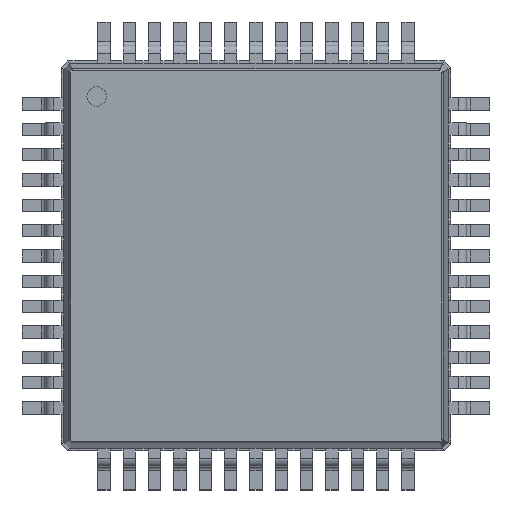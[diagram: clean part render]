
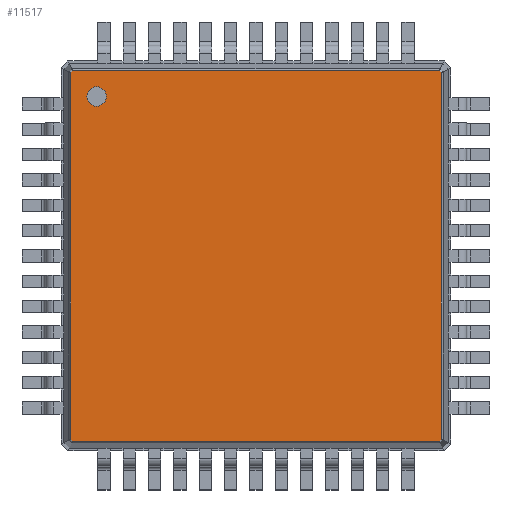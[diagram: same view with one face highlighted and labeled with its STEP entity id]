
A CAD part, top view. The second image highlights one B-rep face of the part: STEP entity #11517.
In plain terms, the highlighted planar face has unit normal (0, 0, 1).
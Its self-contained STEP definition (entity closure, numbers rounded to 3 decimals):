
#5490 = VERTEX_POINT('',#5491);
#5491 = CARTESIAN_POINT('',(4.702,-4.746,1.5));
#5784 = EDGE_CURVE('',#5490,#5785,#5787,.T.);
#5785 = VERTEX_POINT('',#5786);
#5786 = CARTESIAN_POINT('',(-4.702,-4.746,1.5));
#5787 = B_SPLINE_CURVE_WITH_KNOTS('',2,(#5788,#5789,#5790,#5791,#5792),
.UNSPECIFIED.,.F.,.F.,(3,1,1,3),(-0.503,-0.04,
9.477,9.939),.UNSPECIFIED.);
#5788 = CARTESIAN_POINT('',(5.221,-4.746,1.5));
#5789 = CARTESIAN_POINT('',(4.99,-4.746,1.5));
#5790 = CARTESIAN_POINT('',(0.,-4.746,1.5));
#5791 = CARTESIAN_POINT('',(-4.99,-4.746,1.5));
#5792 = CARTESIAN_POINT('',(-5.221,-4.746,1.5));
#10877 = EDGE_CURVE('',#5785,#10878,#10880,.T.);
#10878 = VERTEX_POINT('',#10879);
#10879 = CARTESIAN_POINT('',(-4.746,-4.702,1.5));
#10880 = B_SPLINE_CURVE_WITH_KNOTS('',2,(#10881,#10882,#10883,#10884,
#10885),.UNSPECIFIED.,.F.,.F.,(3,1,1,3),(-0.216,
-0.04,0.137,0.313),.UNSPECIFIED.);
#10881 = CARTESIAN_POINT('',(-4.537,-4.911,1.5));
#10882 = CARTESIAN_POINT('',(-4.6,-4.849,1.5));
#10883 = CARTESIAN_POINT('',(-4.724,-4.724,1.5));
#10884 = CARTESIAN_POINT('',(-4.849,-4.6,1.5));
#10885 = CARTESIAN_POINT('',(-4.911,-4.537,1.5));
#11201 = VERTEX_POINT('',#11202);
#11202 = CARTESIAN_POINT('',(4.746,-4.702,1.5));
#11492 = EDGE_CURVE('',#11201,#5490,#11493,.T.);
#11493 = B_SPLINE_CURVE_WITH_KNOTS('',2,(#11494,#11495,#11496,#11497,
#11498),.UNSPECIFIED.,.F.,.F.,(3,1,1,3),(-0.216,
-0.04,0.137,0.313),.UNSPECIFIED.);
#11494 = CARTESIAN_POINT('',(4.911,-4.537,1.5));
#11495 = CARTESIAN_POINT('',(4.849,-4.6,1.5));
#11496 = CARTESIAN_POINT('',(4.724,-4.724,1.5));
#11497 = CARTESIAN_POINT('',(4.6,-4.849,1.5));
#11498 = CARTESIAN_POINT('',(4.537,-4.911,1.5));
#11517 = ADVANCED_FACE('',(#11518,#11571),#11582,.T.);
#11518 = FACE_BOUND('',#11519,.T.);
#11519 = EDGE_LOOP('',(#11520,#11521,#11522,#11532,#11542,#11552,#11562,
#11570));
#11520 = ORIENTED_EDGE('',*,*,#5784,.F.);
#11521 = ORIENTED_EDGE('',*,*,#11492,.F.);
#11522 = ORIENTED_EDGE('',*,*,#11523,.F.);
#11523 = EDGE_CURVE('',#11524,#11201,#11526,.T.);
#11524 = VERTEX_POINT('',#11525);
#11525 = CARTESIAN_POINT('',(4.746,4.702,1.5));
#11526 = B_SPLINE_CURVE_WITH_KNOTS('',2,(#11527,#11528,#11529,#11530,
#11531),.UNSPECIFIED.,.F.,.F.,(3,1,1,3),(-0.503,
-0.04,9.477,9.939),.UNSPECIFIED.);
#11527 = CARTESIAN_POINT('',(4.746,5.221,1.5));
#11528 = CARTESIAN_POINT('',(4.746,4.99,1.5));
#11529 = CARTESIAN_POINT('',(4.746,0.,1.5));
#11530 = CARTESIAN_POINT('',(4.746,-4.99,1.5));
#11531 = CARTESIAN_POINT('',(4.746,-5.221,1.5));
#11532 = ORIENTED_EDGE('',*,*,#11533,.F.);
#11533 = EDGE_CURVE('',#11534,#11524,#11536,.T.);
#11534 = VERTEX_POINT('',#11535);
#11535 = CARTESIAN_POINT('',(4.702,4.746,1.5));
#11536 = B_SPLINE_CURVE_WITH_KNOTS('',2,(#11537,#11538,#11539,#11540,
#11541),.UNSPECIFIED.,.F.,.F.,(3,1,1,3),(-0.216,
-0.04,0.137,0.313),.UNSPECIFIED.);
#11537 = CARTESIAN_POINT('',(4.537,4.911,1.5));
#11538 = CARTESIAN_POINT('',(4.6,4.849,1.5));
#11539 = CARTESIAN_POINT('',(4.724,4.724,1.5));
#11540 = CARTESIAN_POINT('',(4.849,4.6,1.5));
#11541 = CARTESIAN_POINT('',(4.911,4.537,1.5));
#11542 = ORIENTED_EDGE('',*,*,#11543,.F.);
#11543 = EDGE_CURVE('',#11544,#11534,#11546,.T.);
#11544 = VERTEX_POINT('',#11545);
#11545 = CARTESIAN_POINT('',(-4.702,4.746,1.5));
#11546 = B_SPLINE_CURVE_WITH_KNOTS('',2,(#11547,#11548,#11549,#11550,
#11551),.UNSPECIFIED.,.F.,.F.,(3,1,1,3),(-0.503,
-0.04,9.477,9.939),.UNSPECIFIED.);
#11547 = CARTESIAN_POINT('',(-5.221,4.746,1.5));
#11548 = CARTESIAN_POINT('',(-4.99,4.746,1.5));
#11549 = CARTESIAN_POINT('',(0.,4.746,1.5));
#11550 = CARTESIAN_POINT('',(4.99,4.746,1.5));
#11551 = CARTESIAN_POINT('',(5.221,4.746,1.5));
#11552 = ORIENTED_EDGE('',*,*,#11553,.F.);
#11553 = EDGE_CURVE('',#11554,#11544,#11556,.T.);
#11554 = VERTEX_POINT('',#11555);
#11555 = CARTESIAN_POINT('',(-4.746,4.702,1.5));
#11556 = B_SPLINE_CURVE_WITH_KNOTS('',2,(#11557,#11558,#11559,#11560,
#11561),.UNSPECIFIED.,.F.,.F.,(3,1,1,3),(-0.216,
-0.04,0.137,0.313),.UNSPECIFIED.);
#11557 = CARTESIAN_POINT('',(-4.911,4.537,1.5));
#11558 = CARTESIAN_POINT('',(-4.849,4.6,1.5));
#11559 = CARTESIAN_POINT('',(-4.724,4.724,1.5));
#11560 = CARTESIAN_POINT('',(-4.6,4.849,1.5));
#11561 = CARTESIAN_POINT('',(-4.537,4.911,1.5));
#11562 = ORIENTED_EDGE('',*,*,#11563,.F.);
#11563 = EDGE_CURVE('',#10878,#11554,#11564,.T.);
#11564 = B_SPLINE_CURVE_WITH_KNOTS('',2,(#11565,#11566,#11567,#11568,
#11569),.UNSPECIFIED.,.F.,.F.,(3,1,1,3),(-0.503,
-0.04,9.477,9.939),.UNSPECIFIED.);
#11565 = CARTESIAN_POINT('',(-4.746,-5.221,1.5));
#11566 = CARTESIAN_POINT('',(-4.746,-4.99,1.5));
#11567 = CARTESIAN_POINT('',(-4.746,0.,1.5));
#11568 = CARTESIAN_POINT('',(-4.746,4.99,1.5));
#11569 = CARTESIAN_POINT('',(-4.746,5.221,1.5));
#11570 = ORIENTED_EDGE('',*,*,#10877,.F.);
#11571 = FACE_BOUND('',#11572,.T.);
#11572 = EDGE_LOOP('',(#11573));
#11573 = ORIENTED_EDGE('',*,*,#11574,.F.);
#11574 = EDGE_CURVE('',#11575,#11575,#11577,.T.);
#11575 = VERTEX_POINT('',#11576);
#11576 = CARTESIAN_POINT('',(-4.087,3.837,1.5));
#11577 = CIRCLE('',#11578,0.25);
#11578 = AXIS2_PLACEMENT_3D('',#11579,#11580,#11581);
#11579 = CARTESIAN_POINT('',(-4.087,4.087,1.5));
#11580 = DIRECTION('',(0.,0.,1.));
#11581 = DIRECTION('',(0.,-1.,0.));
#11582 = PLANE('',#11583);
#11583 = AXIS2_PLACEMENT_3D('',#11584,#11585,#11586);
#11584 = CARTESIAN_POINT('',(-4.718,4.787,1.5));
#11585 = DIRECTION('',(0.,0.,1.));
#11586 = DIRECTION('',(0.702,-0.712,0.));
